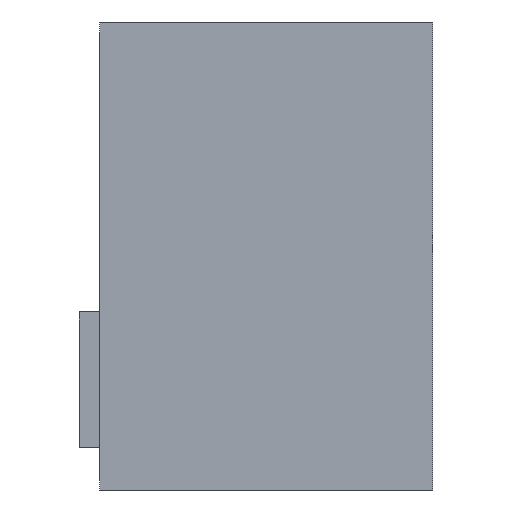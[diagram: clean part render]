
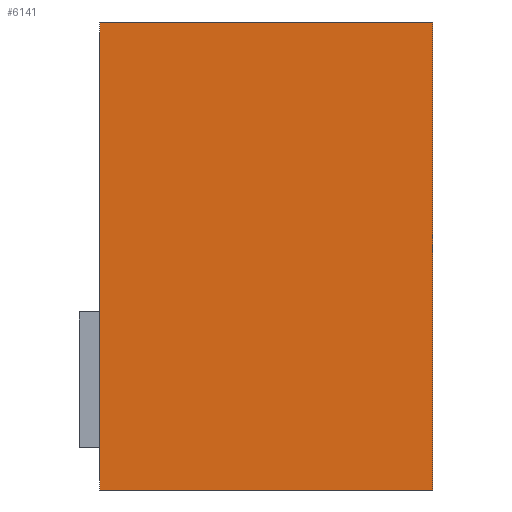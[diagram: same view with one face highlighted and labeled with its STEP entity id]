
A CAD part, left-side view. The second image highlights one B-rep face of the part: STEP entity #6141.
In plain terms, the highlighted planar face has unit normal (-1, 0, 0).
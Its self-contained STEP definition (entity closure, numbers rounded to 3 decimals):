
#387=FACE_OUTER_BOUND('',#741,.T.);
#741=EDGE_LOOP('',(#4300,#4301,#4302,#4303));
#1094=LINE('',#8397,#1830);
#1109=LINE('',#8426,#1845);
#1211=LINE('',#8677,#1947);
#1212=LINE('',#8678,#1948);
#1830=VECTOR('',#6851,10.);
#1845=VECTOR('',#6872,10.);
#1947=VECTOR('',#7114,10.);
#1948=VECTOR('',#7115,10.);
#2566=VERTEX_POINT('',#8395);
#2567=VERTEX_POINT('',#8396);
#2578=VERTEX_POINT('',#8424);
#2657=VERTEX_POINT('',#8676);
#3157=EDGE_CURVE('',#2566,#2567,#1094,.T.);
#3172=EDGE_CURVE('',#2567,#2578,#1109,.T.);
#3294=EDGE_CURVE('',#2657,#2578,#1211,.T.);
#3295=EDGE_CURVE('',#2566,#2657,#1212,.T.);
#4300=ORIENTED_EDGE('',*,*,#3157,.T.);
#4301=ORIENTED_EDGE('',*,*,#3172,.T.);
#4302=ORIENTED_EDGE('',*,*,#3294,.F.);
#4303=ORIENTED_EDGE('',*,*,#3295,.F.);
#5871=PLANE('',#6516);
#6141=ADVANCED_FACE('',(#387),#5871,.T.);
#6516=AXIS2_PLACEMENT_3D('',#8675,#7112,#7113);
#6851=DIRECTION('',(0.,0.,-1.));
#6872=DIRECTION('',(0.,-1.,0.));
#7112=DIRECTION('center_axis',(-1.,0.,0.));
#7113=DIRECTION('ref_axis',(0.,0.,-1.));
#7114=DIRECTION('',(0.,0.,-1.));
#7115=DIRECTION('',(0.,-1.,0.));
#8395=CARTESIAN_POINT('',(-73.969,2.,82.646));
#8396=CARTESIAN_POINT('',(-73.969,2.,13.812));
#8397=CARTESIAN_POINT('',(-73.969,2.,65.437));
#8424=CARTESIAN_POINT('',(-73.969,-47.,13.812));
#8426=CARTESIAN_POINT('',(-73.969,3.,13.812));
#8675=CARTESIAN_POINT('Origin',(-73.969,3.,82.646));
#8676=CARTESIAN_POINT('',(-73.969,-47.,82.646));
#8677=CARTESIAN_POINT('',(-73.969,-47.,-32.508));
#8678=CARTESIAN_POINT('',(-73.969,3.,82.646));
